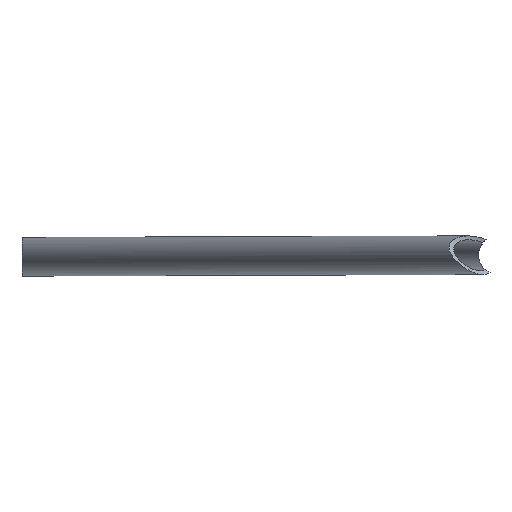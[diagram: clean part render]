
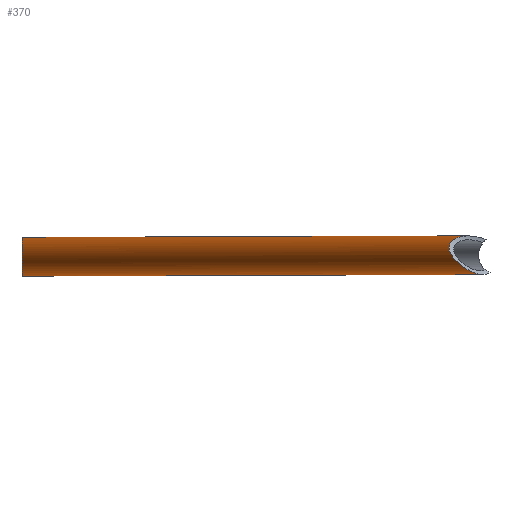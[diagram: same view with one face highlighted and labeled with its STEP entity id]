
A CAD part, front view. The second image highlights one B-rep face of the part: STEP entity #370.
In plain terms, the highlighted cylindrical face has radius 7.5 mm (diameter 15 mm), a partial arc.
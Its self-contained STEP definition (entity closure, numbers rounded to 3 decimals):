
#119=CARTESIAN_POINT('Vertex',(-1583.376,-263.788,260.061)) ;
#123=CARTESIAN_POINT('Control Point',(-1577.808,-272.278,245.08)) ;
#124=CARTESIAN_POINT('Control Point',(-1578.72,-272.603,245.08)) ;
#125=CARTESIAN_POINT('Control Point',(-1579.662,-272.844,245.226)) ;
#126=CARTESIAN_POINT('Control Point',(-1580.605,-272.951,245.509)) ;
#127=CARTESIAN_POINT('Control Point',(-1582.018,-272.899,246.076)) ;
#128=CARTESIAN_POINT('Control Point',(-1583.323,-272.577,246.771)) ;
#129=CARTESIAN_POINT('Control Point',(-1583.777,-272.43,247.031)) ;
#130=CARTESIAN_POINT('Control Point',(-1585.322,-271.824,247.981)) ;
#131=CARTESIAN_POINT('Control Point',(-1586.684,-270.942,249.021)) ;
#132=CARTESIAN_POINT('Control Point',(-1587.572,-270.23,249.79)) ;
#133=CARTESIAN_POINT('Control Point',(-1588.7,-269.141,250.918)) ;
#134=CARTESIAN_POINT('Control Point',(-1589.609,-267.963,252.138)) ;
#135=CARTESIAN_POINT('Control Point',(-1589.85,-267.617,252.498)) ;
#136=CARTESIAN_POINT('Control Point',(-1590.314,-266.873,253.281)) ;
#137=CARTESIAN_POINT('Control Point',(-1590.651,-266.112,254.112)) ;
#138=CARTESIAN_POINT('Control Point',(-1590.788,-265.707,254.568)) ;
#139=CARTESIAN_POINT('Control Point',(-1590.923,-265.033,255.358)) ;
#140=CARTESIAN_POINT('Control Point',(-1590.845,-264.399,256.182)) ;
#141=CARTESIAN_POINT('Control Point',(-1590.773,-264.154,256.519)) ;
#142=CARTESIAN_POINT('Control Point',(-1590.536,-263.714,257.168)) ;
#143=CARTESIAN_POINT('Control Point',(-1590.11,-263.374,257.778)) ;
#144=CARTESIAN_POINT('Control Point',(-1589.859,-263.239,258.056)) ;
#145=CARTESIAN_POINT('Control Point',(-1589.31,-263.043,258.541)) ;
#146=CARTESIAN_POINT('Control Point',(-1588.668,-262.955,258.932)) ;
#147=CARTESIAN_POINT('Control Point',(-1588.346,-262.935,259.097)) ;
#148=CARTESIAN_POINT('Control Point',(-1587.195,-262.933,259.6)) ;
#149=CARTESIAN_POINT('Control Point',(-1585.969,-263.123,259.882)) ;
#150=CARTESIAN_POINT('Control Point',(-1585.1,-263.311,260.002)) ;
#151=CARTESIAN_POINT('Control Point',(-1584.235,-263.537,260.06)) ;
#152=CARTESIAN_POINT('Control Point',(-1583.376,-263.788,260.061)) ;
#153=CARTESIAN_POINT('Vertex',(-1577.808,-272.278,245.08)) ;
#295=CARTESIAN_POINT('Axis2P3D Location',(-1664.175,-140.603,252.285)) ;
#301=CARTESIAN_POINT('Control Point',(-1756.423,-0.039,259.469)) ;
#302=CARTESIAN_POINT('Control Point',(-1756.423,-0.898,259.468)) ;
#303=CARTESIAN_POINT('Control Point',(-1756.424,-1.756,259.429)) ;
#304=CARTESIAN_POINT('Control Point',(-1756.424,-2.611,259.354)) ;
#305=CARTESIAN_POINT('Control Point',(-1756.425,-4.43,259.112)) ;
#306=CARTESIAN_POINT('Control Point',(-1756.424,-6.214,258.684)) ;
#307=CARTESIAN_POINT('Control Point',(-1756.424,-7.145,258.403)) ;
#308=CARTESIAN_POINT('Control Point',(-1756.423,-8.979,257.712)) ;
#309=CARTESIAN_POINT('Control Point',(-1756.421,-10.672,256.726)) ;
#310=CARTESIAN_POINT('Control Point',(-1756.419,-11.476,256.143)) ;
#311=CARTESIAN_POINT('Control Point',(-1756.417,-12.525,255.14)) ;
#312=CARTESIAN_POINT('Control Point',(-1756.413,-13.232,253.898)) ;
#313=CARTESIAN_POINT('Control Point',(-1756.412,-13.412,253.486)) ;
#314=CARTESIAN_POINT('Control Point',(-1756.409,-13.664,252.634)) ;
#315=CARTESIAN_POINT('Control Point',(-1756.406,-13.689,251.746)) ;
#316=CARTESIAN_POINT('Control Point',(-1756.404,-13.641,251.308)) ;
#317=CARTESIAN_POINT('Control Point',(-1756.401,-13.385,250.258)) ;
#318=CARTESIAN_POINT('Control Point',(-1756.397,-12.841,249.315)) ;
#319=CARTESIAN_POINT('Control Point',(-1756.395,-12.44,248.805)) ;
#320=CARTESIAN_POINT('Control Point',(-1756.39,-11.311,247.644)) ;
#321=CARTESIAN_POINT('Control Point',(-1756.386,-9.944,246.761)) ;
#322=CARTESIAN_POINT('Control Point',(-1756.384,-9.077,246.312)) ;
#323=CARTESIAN_POINT('Control Point',(-1756.38,-7.193,245.516)) ;
#324=CARTESIAN_POINT('Control Point',(-1756.377,-5.214,244.996)) ;
#325=CARTESIAN_POINT('Control Point',(-1756.375,-4.17,244.789)) ;
#326=CARTESIAN_POINT('Control Point',(-1756.374,-2.714,244.587)) ;
#327=CARTESIAN_POINT('Control Point',(-1756.372,-1.248,244.495)) ;
#328=CARTESIAN_POINT('Control Point',(-1756.372,-0.845,244.479)) ;
#329=CARTESIAN_POINT('Control Point',(-1756.372,-0.442,244.47)) ;
#330=CARTESIAN_POINT('Control Point',(-1756.371,-0.039,244.469)) ;
#331=CARTESIAN_POINT('Vertex',(-1756.423,-0.039,259.469)) ;
#333=CARTESIAN_POINT('Vertex',(-1756.371,-0.039,244.469)) ;
#336=CARTESIAN_POINT('Line Origine',(-1664.167,-140.615,244.785)) ;
#341=CARTESIAN_POINT('Line Origine',(-1664.182,-140.591,259.784)) ;
#345=CARTESIAN_POINT('Vertex',(-1756.378,-0.03,259.469)) ;
#349=CARTESIAN_POINT('Control Point',(-1756.378,-0.03,259.469)) ;
#350=CARTESIAN_POINT('Control Point',(-1756.387,-0.024,259.469)) ;
#351=CARTESIAN_POINT('Control Point',(-1756.396,-0.018,259.469)) ;
#352=CARTESIAN_POINT('Control Point',(-1756.405,-0.012,259.469)) ;
#353=CARTESIAN_POINT('Vertex',(-1756.405,-0.012,259.469)) ;
#357=CARTESIAN_POINT('Control Point',(-1756.423,-0.039,259.469)) ;
#358=CARTESIAN_POINT('Control Point',(-1756.417,-0.03,259.469)) ;
#359=CARTESIAN_POINT('Control Point',(-1756.411,-0.021,259.469)) ;
#360=CARTESIAN_POINT('Control Point',(-1756.405,-0.012,259.469)) ;
#296=DIRECTION('Axis2P3D Direction',(-0.548,0.836,-0.002)) ;
#297=DIRECTION('Axis2P3D XDirection',(0.001,-0.002,-1.)) ;
#337=DIRECTION('Vector Direction',(-0.548,0.836,-0.002)) ;
#342=DIRECTION('Vector Direction',(-0.548,0.836,-0.002)) ;
#298=AXIS2_PLACEMENT_3D('Cylinder Axis2P3D',#295,#296,#297) ;
#363=ORIENTED_EDGE('',*,*,#335,.T.) ;
#364=ORIENTED_EDGE('',*,*,#340,.F.) ;
#365=ORIENTED_EDGE('',*,*,#155,.T.) ;
#366=ORIENTED_EDGE('',*,*,#347,.T.) ;
#367=ORIENTED_EDGE('',*,*,#355,.T.) ;
#368=ORIENTED_EDGE('',*,*,#361,.F.) ;
#338=VECTOR('Line Direction',#337,1.) ;
#343=VECTOR('Line Direction',#342,1.) ;
#370=ADVANCED_FACE('',(#369),#299,.T.) ;
#122=B_SPLINE_CURVE_WITH_KNOTS('',5,(#123,#124,#125,#126,#127,#128,#129,#130,#131,#132,#133,#134,#135,#136,#137,#138,#139,#140,#141,#142,#143,#144,#145,#146,#147,#148,#149,#150,#151,#152),.UNSPECIFIED.,.F.,.U.,(6,3,3,3,3,3,3,3,3,6),(0.,6.846,10.672,20.358,24.27,28.662,31.617,34.401,36.941,43.265),.UNSPECIFIED.) ;
#300=B_SPLINE_CURVE_WITH_KNOTS('',5,(#301,#302,#303,#304,#305,#306,#307,#308,#309,#310,#311,#312,#313,#314,#315,#316,#317,#318,#319,#320,#321,#322,#323,#324,#325,#326,#327,#328,#329,#330),.UNSPECIFIED.,.F.,.U.,(6,3,3,3,3,3,3,3,3,6),(0.,6.071,12.956,19.876,23.019,26.106,30.612,37.509,45.041,47.891),.UNSPECIFIED.) ;
#348=B_SPLINE_CURVE_WITH_KNOTS('',3,(#349,#350,#351,#352),.UNSPECIFIED.,.F.,.U.,(4,4),(-0.016,0.016),.UNSPECIFIED.) ;
#356=B_SPLINE_CURVE_WITH_KNOTS('',3,(#357,#358,#359,#360),.UNSPECIFIED.,.F.,.U.,(4,4),(-0.016,0.016),.UNSPECIFIED.) ;
#299=CYLINDRICAL_SURFACE('generated cylinder',#298,7.5) ;
#155=EDGE_CURVE('',#154,#120,#122,.T.) ;
#335=EDGE_CURVE('',#332,#334,#300,.T.) ;
#340=EDGE_CURVE('',#154,#334,#339,.T.) ;
#347=EDGE_CURVE('',#120,#346,#344,.T.) ;
#355=EDGE_CURVE('',#346,#354,#348,.T.) ;
#361=EDGE_CURVE('',#332,#354,#356,.T.) ;
#362=EDGE_LOOP('',(#363,#364,#365,#366,#367,#368)) ;
#369=FACE_OUTER_BOUND('',#362,.T.) ;
#339=LINE('Line',#336,#338) ;
#344=LINE('Line',#341,#343) ;
#120=VERTEX_POINT('',#119) ;
#154=VERTEX_POINT('',#153) ;
#332=VERTEX_POINT('',#331) ;
#334=VERTEX_POINT('',#333) ;
#346=VERTEX_POINT('',#345) ;
#354=VERTEX_POINT('',#353) ;
